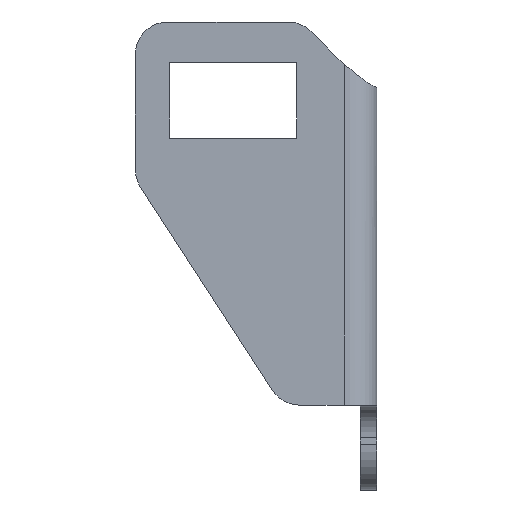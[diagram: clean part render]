
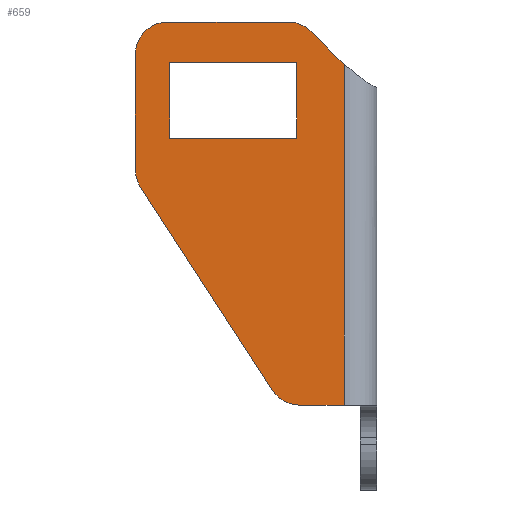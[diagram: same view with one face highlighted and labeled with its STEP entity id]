
A CAD part, front view. The second image highlights one B-rep face of the part: STEP entity #659.
In plain terms, the highlighted planar face has unit normal (0, -1, 0).
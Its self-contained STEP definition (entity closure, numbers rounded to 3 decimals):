
#2 = CARTESIAN_POINT ( 'NONE',  ( 0., -2.5, 0. ) ) ;
#30 = EDGE_CURVE ( 'NONE', #815, #57, #37, .T. ) ;
#37 = CIRCLE ( 'NONE', #1205, 5. ) ;
#56 = EDGE_CURVE ( 'NONE', #428, #57, #982, .T. ) ;
#57 = VERTEX_POINT ( 'NONE', #870 ) ;
#60 = VECTOR ( 'NONE', #485, 1000. ) ;
#61 = ORIENTED_EDGE ( 'NONE', *, *, #512, .T. ) ;
#67 = VERTEX_POINT ( 'NONE', #448 ) ;
#88 = VECTOR ( 'NONE', #860, 1000. ) ;
#101 = EDGE_CURVE ( 'NONE', #815, #670, #1095, .T. ) ;
#103 = DIRECTION ( 'NONE',  ( 0., 0., 1. ) ) ;
#114 = ORIENTED_EDGE ( 'NONE', *, *, #30, .T. ) ;
#154 = ORIENTED_EDGE ( 'NONE', *, *, #618, .T. ) ;
#164 = DIRECTION ( 'NONE',  ( 0., -1., 0. ) ) ;
#168 = LINE ( 'NONE', #1323, #798 ) ;
#170 = VERTEX_POINT ( 'NONE', #1217 ) ;
#175 = VERTEX_POINT ( 'NONE', #1230 ) ;
#181 = CARTESIAN_POINT ( 'NONE',  ( -34.035, -2.5, -22.85 ) ) ;
#193 = EDGE_CURVE ( 'NONE', #175, #893, #1115, .T. ) ;
#195 = CIRCLE ( 'NONE', #906, 5. ) ;
#196 = ORIENTED_EDGE ( 'NONE', *, *, #877, .T. ) ;
#201 = DIRECTION ( 'NONE',  ( 0., 0., 1. ) ) ;
#210 = VERTEX_POINT ( 'NONE', #1142 ) ;
#219 = DIRECTION ( 'NONE',  ( -1., 0., 0. ) ) ;
#236 = ORIENTED_EDGE ( 'NONE', *, *, #878, .T. ) ;
#261 = CARTESIAN_POINT ( 'NONE',  ( -54.25, -2.5, 30.85 ) ) ;
#265 = CARTESIAN_POINT ( 'NONE',  ( -34.5, -2.5, 29.65 ) ) ;
#277 = CARTESIAN_POINT ( 'NONE',  ( -54.25, -2.5, 13.278 ) ) ;
#307 = VECTOR ( 'NONE', #912, 1000. ) ;
#314 = EDGE_LOOP ( 'NONE', ( #834, #983, #1039, #1266, #114, #871, #236, #866, #61, #196 ) ) ;
#338 = CARTESIAN_POINT ( 'NONE',  ( -54.25, -2.5, 35.85 ) ) ;
#350 = VECTOR ( 'NONE', #1161, 1000. ) ;
#358 = CARTESIAN_POINT ( 'NONE',  ( -59.25, -2.5, 13.278 ) ) ;
#386 = ORIENTED_EDGE ( 'NONE', *, *, #1359, .T. ) ;
#393 = LINE ( 'NONE', #1038, #307 ) ;
#418 = VECTOR ( 'NONE', #1310, 1000. ) ;
#428 = VERTEX_POINT ( 'NONE', #358 ) ;
#448 = CARTESIAN_POINT ( 'NONE',  ( -27.25, -2.5, 29.35 ) ) ;
#475 = DIRECTION ( 'NONE',  ( 0., 0., 1. ) ) ;
#477 = LINE ( 'NONE', #903, #1320 ) ;
#485 = DIRECTION ( 'NONE',  ( 1., 0., 0. ) ) ;
#512 = EDGE_CURVE ( 'NONE', #675, #897, #666, .T. ) ;
#513 = FACE_BOUND ( 'NONE', #1272, .T. ) ;
#526 = DIRECTION ( 'NONE',  ( 0., 0., 1. ) ) ;
#535 = CARTESIAN_POINT ( 'NONE',  ( -54., -2.5, 0. ) ) ;
#541 = PLANE ( 'NONE',  #1340 ) ;
#576 = CARTESIAN_POINT ( 'NONE',  ( -27.25, -2.5, 0. ) ) ;
#618 = EDGE_CURVE ( 'NONE', #210, #175, #836, .T. ) ;
#622 = CARTESIAN_POINT ( 'NONE',  ( -35.821, -2.5, 35.85 ) ) ;
#646 = AXIS2_PLACEMENT_3D ( 'NONE', #751, #1240, #103 ) ;
#651 = EDGE_CURVE ( 'NONE', #686, #675, #1071, .T. ) ;
#659 = ADVANCED_FACE ( 'NONE', ( #513, #732 ), #541, .F. ) ;
#666 = CIRCLE ( 'NONE', #842, 5. ) ;
#667 = DIRECTION ( 'NONE',  ( 0., 0., 1. ) ) ;
#670 = VERTEX_POINT ( 'NONE', #622 ) ;
#675 = VERTEX_POINT ( 'NONE', #1269 ) ;
#686 = VERTEX_POINT ( 'NONE', #1256 ) ;
#688 = VECTOR ( 'NONE', #1160, 1000. ) ;
#689 = CARTESIAN_POINT ( 'NONE',  ( -32.286, -2.5, 34.386 ) ) ;
#704 = DIRECTION ( 'NONE',  ( 0., -1., 0. ) ) ;
#717 = DIRECTION ( 'NONE',  ( 1., 0., 0. ) ) ;
#732 = FACE_OUTER_BOUND ( 'NONE', #314, .T. ) ;
#738 = LINE ( 'NONE', #1261, #688 ) ;
#740 = CARTESIAN_POINT ( 'NONE',  ( -59.25, -2.5, 11.797 ) ) ;
#751 = CARTESIAN_POINT ( 'NONE',  ( -35.821, -2.5, 30.85 ) ) ;
#789 = EDGE_CURVE ( 'NONE', #67, #170, #1089, .T. ) ;
#793 = DIRECTION ( 'NONE',  ( 0., 0., 1. ) ) ;
#798 = VECTOR ( 'NONE', #717, 1000. ) ;
#810 = CARTESIAN_POINT ( 'NONE',  ( -34.035, -2.5, -17.85 ) ) ;
#815 = VERTEX_POINT ( 'NONE', #338 ) ;
#826 = CARTESIAN_POINT ( 'NONE',  ( 0., -2.5, 29.65 ) ) ;
#834 = ORIENTED_EDGE ( 'NONE', *, *, #789, .F. ) ;
#836 = LINE ( 'NONE', #535, #862 ) ;
#842 = AXIS2_PLACEMENT_3D ( 'NONE', #810, #164, #475 ) ;
#860 = DIRECTION ( 'NONE',  ( 0., 0., -1. ) ) ;
#862 = VECTOR ( 'NONE', #526, 1000. ) ;
#866 = ORIENTED_EDGE ( 'NONE', *, *, #651, .T. ) ;
#870 = CARTESIAN_POINT ( 'NONE',  ( -59.25, -2.5, 30.85 ) ) ;
#871 = ORIENTED_EDGE ( 'NONE', *, *, #56, .F. ) ;
#875 = CARTESIAN_POINT ( 'NONE',  ( 59.25, -2.5, 35.85 ) ) ;
#877 = EDGE_CURVE ( 'NONE', #897, #170, #168, .T. ) ;
#878 = EDGE_CURVE ( 'NONE', #428, #686, #195, .T. ) ;
#893 = VERTEX_POINT ( 'NONE', #265 ) ;
#897 = VERTEX_POINT ( 'NONE', #181 ) ;
#900 = VERTEX_POINT ( 'NONE', #689 ) ;
#903 = CARTESIAN_POINT ( 'NONE',  ( 0., -2.5, 18.05 ) ) ;
#906 = AXIS2_PLACEMENT_3D ( 'NONE', #277, #704, #1134 ) ;
#912 = DIRECTION ( 'NONE',  ( 0., 0., -1. ) ) ;
#931 = CIRCLE ( 'NONE', #646, 5. ) ;
#982 = LINE ( 'NONE', #1210, #1062 ) ;
#983 = ORIENTED_EDGE ( 'NONE', *, *, #1145, .T. ) ;
#1038 = CARTESIAN_POINT ( 'NONE',  ( -34.5, -2.5, 0. ) ) ;
#1039 = ORIENTED_EDGE ( 'NONE', *, *, #1049, .T. ) ;
#1049 = EDGE_CURVE ( 'NONE', #900, #670, #931, .T. ) ;
#1062 = VECTOR ( 'NONE', #793, 1000. ) ;
#1071 = LINE ( 'NONE', #740, #350 ) ;
#1089 = LINE ( 'NONE', #576, #88 ) ;
#1095 = LINE ( 'NONE', #875, #418 ) ;
#1115 = LINE ( 'NONE', #826, #60 ) ;
#1134 = DIRECTION ( 'NONE',  ( 0., 0., 1. ) ) ;
#1142 = CARTESIAN_POINT ( 'NONE',  ( -54., -2.5, 18.05 ) ) ;
#1145 = EDGE_CURVE ( 'NONE', #67, #900, #738, .T. ) ;
#1160 = DIRECTION ( 'NONE',  ( -0.707, 0., 0.707 ) ) ;
#1161 = DIRECTION ( 'NONE',  ( 0.545, 0., -0.839 ) ) ;
#1205 = AXIS2_PLACEMENT_3D ( 'NONE', #261, #1304, #667 ) ;
#1210 = CARTESIAN_POINT ( 'NONE',  ( -59.25, -2.5, 35.85 ) ) ;
#1217 = CARTESIAN_POINT ( 'NONE',  ( -27.25, -2.5, -22.85 ) ) ;
#1230 = CARTESIAN_POINT ( 'NONE',  ( -54., -2.5, 29.65 ) ) ;
#1240 = DIRECTION ( 'NONE',  ( 0., -1., 0. ) ) ;
#1241 = EDGE_CURVE ( 'NONE', #1280, #210, #477, .T. ) ;
#1242 = DIRECTION ( 'NONE',  ( 0., 1., 0. ) ) ;
#1245 = CARTESIAN_POINT ( 'NONE',  ( -34.5, -2.5, 18.05 ) ) ;
#1256 = CARTESIAN_POINT ( 'NONE',  ( -58.443, -2.5, 10.555 ) ) ;
#1261 = CARTESIAN_POINT ( 'NONE',  ( -33.75, -2.5, 35.85 ) ) ;
#1266 = ORIENTED_EDGE ( 'NONE', *, *, #101, .F. ) ;
#1267 = ORIENTED_EDGE ( 'NONE', *, *, #193, .T. ) ;
#1269 = CARTESIAN_POINT ( 'NONE',  ( -38.229, -2.5, -20.573 ) ) ;
#1272 = EDGE_LOOP ( 'NONE', ( #1305, #154, #1267, #386 ) ) ;
#1280 = VERTEX_POINT ( 'NONE', #1245 ) ;
#1304 = DIRECTION ( 'NONE',  ( 0., -1., 0. ) ) ;
#1305 = ORIENTED_EDGE ( 'NONE', *, *, #1241, .T. ) ;
#1310 = DIRECTION ( 'NONE',  ( 1., 0., 0. ) ) ;
#1320 = VECTOR ( 'NONE', #219, 1000. ) ;
#1323 = CARTESIAN_POINT ( 'NONE',  ( 0., -2.5, -22.85 ) ) ;
#1340 = AXIS2_PLACEMENT_3D ( 'NONE', #2, #1242, #201 ) ;
#1359 = EDGE_CURVE ( 'NONE', #893, #1280, #393, .T. ) ;
